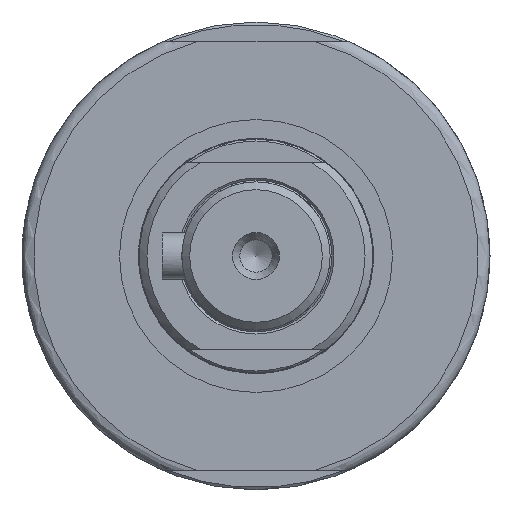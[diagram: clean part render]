
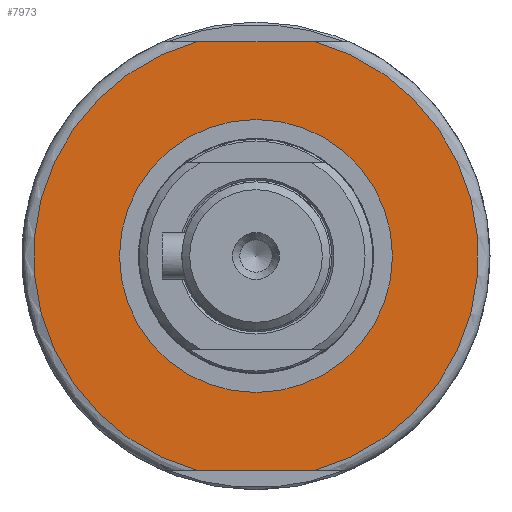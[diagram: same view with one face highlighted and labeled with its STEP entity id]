
A CAD part, left-side view. The second image highlights one B-rep face of the part: STEP entity #7973.
In plain terms, the highlighted planar face has unit normal (-1, 0, 0).
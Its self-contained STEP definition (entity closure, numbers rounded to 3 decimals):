
#198=FACE_BOUND('',#1380,.T.);
#394=PLANE('',#9080);
#869=FACE_OUTER_BOUND('',#1379,.T.);
#1379=EDGE_LOOP('',(#6813,#6814,#6815,#6816));
#1380=EDGE_LOOP('',(#6817,#6818));
#1852=LINE('',#14328,#2315);
#1853=LINE('',#14329,#2316);
#2315=VECTOR('',#11592,10.);
#2316=VECTOR('',#11593,10.);
#2872=CIRCLE('',#9061,17.5);
#2873=CIRCLE('',#9062,17.5);
#2883=CIRCLE('',#9075,28.5);
#2886=CIRCLE('',#9079,28.5);
#3601=VERTEX_POINT('',#14230);
#3602=VERTEX_POINT('',#14232);
#3613=VERTEX_POINT('',#14259);
#3614=VERTEX_POINT('',#14274);
#3616=VERTEX_POINT('',#14293);
#3619=VERTEX_POINT('',#14311);
#4675=EDGE_CURVE('',#3602,#3601,#2872,.T.);
#4676=EDGE_CURVE('',#3601,#3602,#2873,.T.);
#4689=EDGE_CURVE('',#3613,#3614,#2883,.T.);
#4695=EDGE_CURVE('',#3619,#3616,#2886,.T.);
#4696=EDGE_CURVE('',#3613,#3616,#1852,.T.);
#4697=EDGE_CURVE('',#3619,#3614,#1853,.T.);
#6813=ORIENTED_EDGE('',*,*,#4696,.T.);
#6814=ORIENTED_EDGE('',*,*,#4695,.F.);
#6815=ORIENTED_EDGE('',*,*,#4697,.T.);
#6816=ORIENTED_EDGE('',*,*,#4689,.F.);
#6817=ORIENTED_EDGE('',*,*,#4675,.T.);
#6818=ORIENTED_EDGE('',*,*,#4676,.T.);
#7973=ADVANCED_FACE('',(#869,#198),#394,.T.);
#9061=AXIS2_PLACEMENT_3D('',#14233,#11550,#11551);
#9062=AXIS2_PLACEMENT_3D('',#14234,#11552,#11553);
#9075=AXIS2_PLACEMENT_3D('',#14275,#11580,#11581);
#9079=AXIS2_PLACEMENT_3D('',#14326,#11588,#11589);
#9080=AXIS2_PLACEMENT_3D('',#14327,#11590,#11591);
#11550=DIRECTION('center_axis',(1.,0.,0.));
#11551=DIRECTION('ref_axis',(0.,-1.,0.));
#11552=DIRECTION('center_axis',(1.,0.,0.));
#11553=DIRECTION('ref_axis',(0.,-1.,0.));
#11580=DIRECTION('center_axis',(1.,0.,0.));
#11581=DIRECTION('ref_axis',(0.,-1.,0.));
#11588=DIRECTION('center_axis',(1.,0.,0.));
#11589=DIRECTION('ref_axis',(0.,-1.,0.));
#11590=DIRECTION('center_axis',(-1.,0.,0.));
#11591=DIRECTION('ref_axis',(0.,0.,-1.));
#11592=DIRECTION('',(0.,-1.,0.));
#11593=DIRECTION('',(0.,1.,0.));
#14230=CARTESIAN_POINT('',(-158.,17.5,0.));
#14232=CARTESIAN_POINT('',(-158.,-17.5,0.));
#14233=CARTESIAN_POINT('Origin',(-158.,0.,0.));
#14234=CARTESIAN_POINT('Origin',(-158.,0.,0.));
#14259=CARTESIAN_POINT('',(-158.,7.483,-27.5));
#14274=CARTESIAN_POINT('',(-158.,7.483,27.5));
#14275=CARTESIAN_POINT('Origin',(-158.,0.,0.));
#14293=CARTESIAN_POINT('',(-158.,-7.483,-27.5));
#14311=CARTESIAN_POINT('',(-158.,-7.483,27.5));
#14326=CARTESIAN_POINT('Origin',(-158.,0.,0.));
#14327=CARTESIAN_POINT('Origin',(-158.,-23.,0.));
#14328=CARTESIAN_POINT('',(-158.,-24.063,-27.5));
#14329=CARTESIAN_POINT('',(-158.,1.553,27.5));
